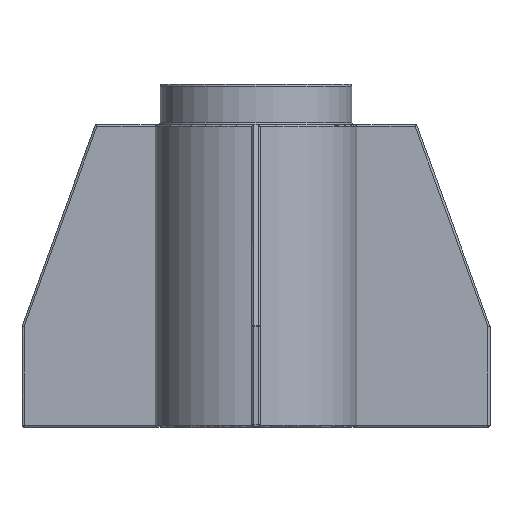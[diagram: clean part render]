
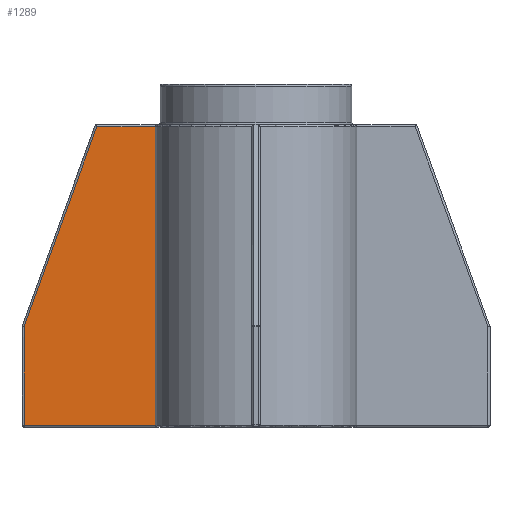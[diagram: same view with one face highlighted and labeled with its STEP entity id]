
A CAD part, top view. The second image highlights one B-rep face of the part: STEP entity #1289.
In plain terms, the highlighted planar face has unit normal (0, 0, 1).
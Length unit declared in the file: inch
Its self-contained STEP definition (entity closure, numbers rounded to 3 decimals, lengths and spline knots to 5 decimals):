
#61=PLANE('',#1468);
#117=LINE('',#2137,#209);
#122=LINE('',#2181,#214);
#144=LINE('',#2375,#236);
#150=LINE('',#2400,#242);
#159=LINE('',#2491,#251);
#209=VECTOR('',#1658,0.3937);
#214=VECTOR('',#1715,0.3937);
#236=VECTOR('',#1819,0.3937);
#242=VECTOR('',#1833,0.3937);
#251=VECTOR('',#1864,0.3937);
#371=FACE_OUTER_BOUND('',#460,.T.);
#460=EDGE_LOOP('',(#1122,#1123,#1124,#1125,#1126));
#612=VERTEX_POINT('',#2134);
#613=VERTEX_POINT('',#2136);
#623=VERTEX_POINT('',#2167);
#626=VERTEX_POINT('',#2180);
#645=VERTEX_POINT('',#2355);
#736=EDGE_CURVE('',#612,#613,#117,.T.);
#758=EDGE_CURVE('',#626,#623,#122,.T.);
#806=EDGE_CURVE('',#623,#612,#144,.T.);
#813=EDGE_CURVE('',#613,#645,#150,.T.);
#828=EDGE_CURVE('',#626,#645,#159,.T.);
#1122=ORIENTED_EDGE('',*,*,#813,.F.);
#1123=ORIENTED_EDGE('',*,*,#736,.F.);
#1124=ORIENTED_EDGE('',*,*,#806,.F.);
#1125=ORIENTED_EDGE('',*,*,#758,.F.);
#1126=ORIENTED_EDGE('',*,*,#828,.T.);
#1289=ADVANCED_FACE('',(#371),#61,.T.);
#1468=AXIS2_PLACEMENT_3D('',#2490,#1862,#1863);
#1658=DIRECTION('',(0.342,0.94,0.));
#1715=DIRECTION('',(-1.,0.,0.));
#1819=DIRECTION('',(0.,1.,0.));
#1833=DIRECTION('',(1.,0.,0.));
#1862=DIRECTION('center_axis',(0.,0.,1.));
#1863=DIRECTION('ref_axis',(1.,0.,0.));
#1864=DIRECTION('',(0.,1.,0.));
#2134=CARTESIAN_POINT('',(-0.57529,0.24912,0.01));
#2136=CARTESIAN_POINT('',(-0.3948,0.745,0.01));
#2137=CARTESIAN_POINT('',(-0.54752,0.32541,0.01));
#2167=CARTESIAN_POINT('',(-0.57529,0.005,0.01));
#2180=CARTESIAN_POINT('',(-0.2498,0.005,0.01));
#2181=CARTESIAN_POINT('',(-0.29014,0.005,0.01));
#2355=CARTESIAN_POINT('',(-0.2498,0.745,0.01));
#2375=CARTESIAN_POINT('',(-0.57529,0.,0.01));
#2400=CARTESIAN_POINT('',(-1.00267,0.745,0.01));
#2490=CARTESIAN_POINT('Origin',(-0.58029,0.,0.01));
#2491=CARTESIAN_POINT('',(-0.2498,0.,0.01));
